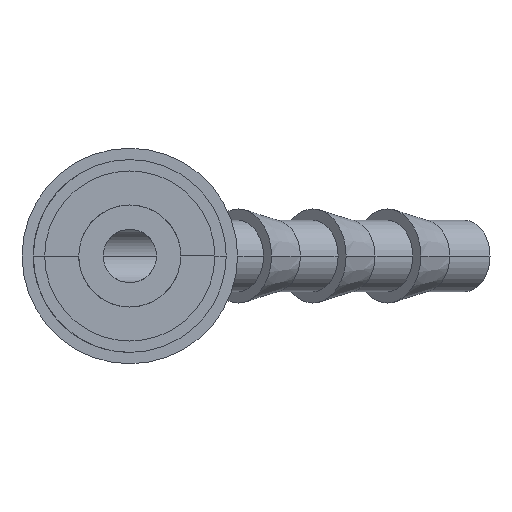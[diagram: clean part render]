
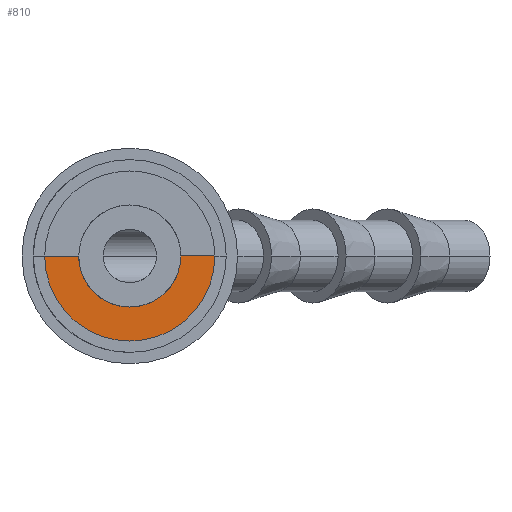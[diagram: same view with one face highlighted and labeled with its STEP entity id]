
A CAD part, left-side view. The second image highlights one B-rep face of the part: STEP entity #810.
In plain terms, the highlighted conical face has half-angle 89.961 degrees and reference radius 7.5 mm.
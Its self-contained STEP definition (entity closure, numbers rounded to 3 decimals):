
#33 = B_SPLINE_CURVE_WITH_KNOTS ( 'NONE', 3,
 ( #969, #193, #1540, #3346, #5837, #4095, #5192, #5275, #7686, #316 ),
 .UNSPECIFIED., .F., .F.,
 ( 4, 2, 2, 2, 4 ),
 ( 0.75, 0.812, 0.875, 0.937, 1. ),
 .UNSPECIFIED. ) ;
#135 = ORIENTED_EDGE ( 'NONE', *, *, #416, .T. ) ;
#193 = CARTESIAN_POINT ( 'NONE',  ( 0.003, 0.589, -4.5 ) ) ;
#316 = CARTESIAN_POINT ( 'NONE',  ( 0., 4.5, 0. ) ) ;
#416 = EDGE_CURVE ( 'NONE', #2260, #3704, #7945, .T. ) ;
#589 = CARTESIAN_POINT ( 'NONE',  ( 0.006, -3.932, -2.266 ) ) ;
#810 = ADVANCED_FACE ( 'NONE', ( #4302 ), #1274, .T. ) ;
#969 = CARTESIAN_POINT ( 'NONE',  ( 0.002, 0., -4.5 ) ) ;
#1077 = CARTESIAN_POINT ( 'NONE',  ( 0.005, -2.765, -3.598 ) ) ;
#1197 = CARTESIAN_POINT ( 'NONE',  ( 0.002, 0., -4.5 ) ) ;
#1274 = CONICAL_SURFACE ( 'NONE', #7559, 7.5, 1.57 ) ;
#1372 = CARTESIAN_POINT ( 'NONE',  ( 0., 7.5, 0. ) ) ;
#1496 = CARTESIAN_POINT ( 'NONE',  ( 0., 7.5, 0. ) ) ;
#1540 = CARTESIAN_POINT ( 'NONE',  ( 0.002, 1.178, -4.383 ) ) ;
#1668 = CARTESIAN_POINT ( 'NONE',  ( 0., 4.5, 0. ) ) ;
#1765 = EDGE_CURVE ( 'NONE', #3059, #2260, #2779, .T. ) ;
#1797 = AXIS2_PLACEMENT_3D ( 'NONE', #2757, #5253, #7208 ) ;
#1818 = CARTESIAN_POINT ( 'NONE',  ( 0.006, -4.5, 0. ) ) ;
#2260 = VERTEX_POINT ( 'NONE', #1372 ) ;
#2403 = CARTESIAN_POINT ( 'NONE',  ( 0.006, -4.5, 0. ) ) ;
#2563 = DIRECTION ( 'NONE',  ( 0.001, -1., 0. ) ) ;
#2757 = CARTESIAN_POINT ( 'NONE',  ( 0.005, 0., 0. ) ) ;
#2779 = LINE ( 'NONE', #1496, #5984 ) ;
#3059 = VERTEX_POINT ( 'NONE', #1668 ) ;
#3076 = CARTESIAN_POINT ( 'NONE',  ( 0.002, 0., -4.5 ) ) ;
#3176 = CARTESIAN_POINT ( 'NONE',  ( 0.01, -7.5, 0. ) ) ;
#3268 = EDGE_CURVE ( 'NONE', #7733, #3059, #33, .T. ) ;
#3346 = CARTESIAN_POINT ( 'NONE',  ( 0.002, 2.266, -3.932 ) ) ;
#3495 = VECTOR ( 'NONE', #2563, 1000. ) ;
#3704 = VERTEX_POINT ( 'NONE', #5284 ) ;
#3922 = EDGE_CURVE ( 'NONE', #6084, #7733, #6300, .T. ) ;
#4095 = CARTESIAN_POINT ( 'NONE',  ( 0.001, 3.599, -2.765 ) ) ;
#4286 = CARTESIAN_POINT ( 'NONE',  ( 0.004, -1.178, -4.383 ) ) ;
#4302 = FACE_OUTER_BOUND ( 'NONE', #5391, .T. ) ;
#4343 = DIRECTION ( 'NONE',  ( -0.001, 1., 0. ) ) ;
#5016 = ORIENTED_EDGE ( 'NONE', *, *, #1765, .T. ) ;
#5192 = CARTESIAN_POINT ( 'NONE',  ( 0., 3.932, -2.266 ) ) ;
#5253 = DIRECTION ( 'NONE',  ( -1., -0.001, 0. ) ) ;
#5275 = CARTESIAN_POINT ( 'NONE',  ( 0., 4.383, -1.178 ) ) ;
#5284 = CARTESIAN_POINT ( 'NONE',  ( 0.01, -7.5, 0. ) ) ;
#5391 = EDGE_LOOP ( 'NONE', ( #6299, #7215, #6355, #5016, #135 ) ) ;
#5626 = LINE ( 'NONE', #3176, #3495 ) ;
#5837 = CARTESIAN_POINT ( 'NONE',  ( 0.001, 2.765, -3.599 ) ) ;
#5984 = VECTOR ( 'NONE', #6498, 1000. ) ;
#6084 = VERTEX_POINT ( 'NONE', #2403 ) ;
#6299 = ORIENTED_EDGE ( 'NONE', *, *, #6466, .F. ) ;
#6300 = B_SPLINE_CURVE_WITH_KNOTS ( 'NONE', 3,
 ( #1818, #6811, #7921, #589, #6692, #1077, #7965, #4286, #8047, #1197 ),
 .UNSPECIFIED., .F., .F.,
 ( 4, 2, 2, 2, 4 ),
 ( 0.5, 0.562, 0.625, 0.687, 0.75 ),
 .UNSPECIFIED. ) ;
#6355 = ORIENTED_EDGE ( 'NONE', *, *, #3268, .T. ) ;
#6466 = EDGE_CURVE ( 'NONE', #6084, #3704, #5626, .T. ) ;
#6498 = DIRECTION ( 'NONE',  ( 0., 1., 0. ) ) ;
#6692 = CARTESIAN_POINT ( 'NONE',  ( 0.005, -3.598, -2.765 ) ) ;
#6785 = DIRECTION ( 'NONE',  ( 1., 0.001, 0. ) ) ;
#6811 = CARTESIAN_POINT ( 'NONE',  ( 0.006, -4.5, -0.589 ) ) ;
#7208 = DIRECTION ( 'NONE',  ( 0.001, -1., 0. ) ) ;
#7215 = ORIENTED_EDGE ( 'NONE', *, *, #3922, .T. ) ;
#7398 = CARTESIAN_POINT ( 'NONE',  ( 0.005, 0., 0. ) ) ;
#7559 = AXIS2_PLACEMENT_3D ( 'NONE', #7398, #6785, #4343 ) ;
#7686 = CARTESIAN_POINT ( 'NONE',  ( 0., 4.5, -0.589 ) ) ;
#7733 = VERTEX_POINT ( 'NONE', #3076 ) ;
#7921 = CARTESIAN_POINT ( 'NONE',  ( 0.006, -4.383, -1.178 ) ) ;
#7945 = CIRCLE ( 'NONE', #1797, 7.5 ) ;
#7965 = CARTESIAN_POINT ( 'NONE',  ( 0.005, -2.266, -3.932 ) ) ;
#8047 = CARTESIAN_POINT ( 'NONE',  ( 0.003, -0.589, -4.5 ) ) ;
